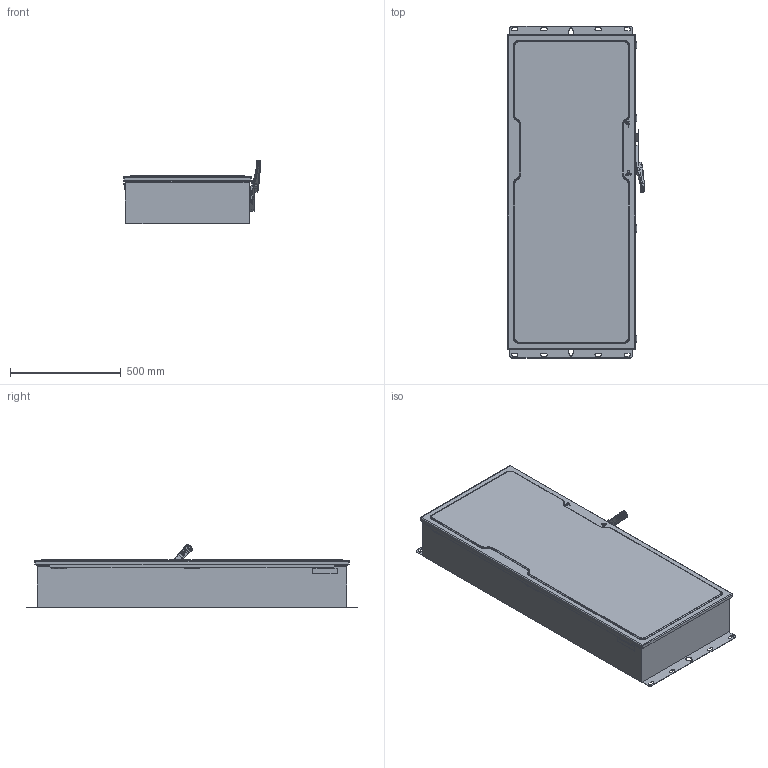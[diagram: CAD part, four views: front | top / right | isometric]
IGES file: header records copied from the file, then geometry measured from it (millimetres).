
Global section: file name: EOH365S.igs; preprocessor: I-DEAS 3D IGES Translator 15; date: 20140203.152704; units: millimetre
Bounding box: 618.52 x 1500 x 286.72 mm (x, y, z)
Volume: 17480.7 mm3; surface area: 2758812.5 mm2
Topology: 5 solids, 5 shells, 1400 faces, 7876 edges, 7645 vertices
Faces by surface type: bspline 1400
